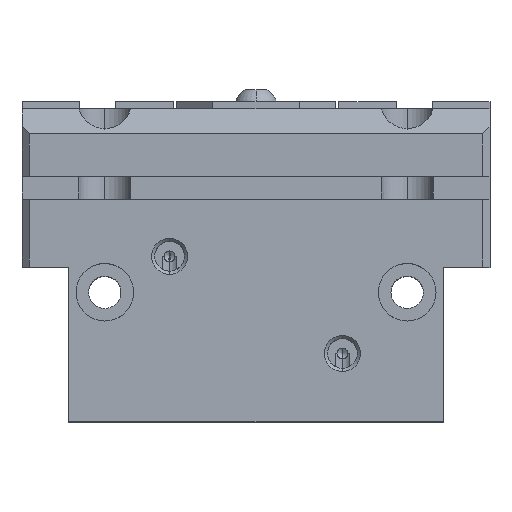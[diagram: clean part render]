
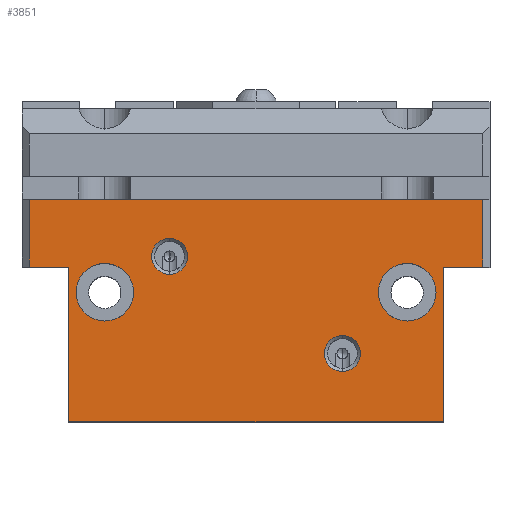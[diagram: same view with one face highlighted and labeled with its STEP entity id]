
A CAD part, top view. The second image highlights one B-rep face of the part: STEP entity #3851.
In plain terms, the highlighted planar face has unit normal (0, 0, 1).
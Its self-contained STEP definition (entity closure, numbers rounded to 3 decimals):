
#1905 = EDGE_CURVE( '', #3585, #3685, #5253, .T. );
#2199 = EDGE_CURVE( '', #2485, #3435, #5584, .T. );
#2253 = VERTEX_POINT( '', #5645 );
#2437 = VERTEX_POINT( '', #5847 );
#2481 = EDGE_CURVE( '', #3511, #3105, #5895, .T. );
#2485 = VERTEX_POINT( '', #5899 );
#2629 = EDGE_CURVE( '', #3435, #2485, #6053, .T. );
#2887 = EDGE_CURVE( '', #4573, #4429, #6337, .T. );
#2899 = VERTEX_POINT( '', #6352 );
#2917 = VERTEX_POINT( '', #6372 );
#2925 = EDGE_CURVE( '', #3463, #2437, #6380, .T. );
#3105 = VERTEX_POINT( '', #6578 );
#3123 = EDGE_CURVE( '', #4429, #2253, #6598, .T. );
#3253 = VERTEX_POINT( '', #6744 );
#3429 = EDGE_CURVE( '', #3585, #4569, #6935, .T. );
#3435 = VERTEX_POINT( '', #6941 );
#3463 = VERTEX_POINT( '', #6971 );
#3511 = VERTEX_POINT( '', #7024 );
#3571 = EDGE_CURVE( '', #4569, #3253, #7094, .T. );
#3585 = VERTEX_POINT( '', #7110 );
#3685 = VERTEX_POINT( '', #7213 );
#3851 = ADVANCED_FACE( '', ( #7391, #7392, #7393, #7394, #7395 ), #7396, .T. );
#3919 = EDGE_CURVE( '', #3253, #4573, #7468, .T. );
#4055 = EDGE_CURVE( '', #2253, #4805, #7628, .T. );
#4337 = EDGE_CURVE( '', #2437, #3463, #7930, .T. );
#4429 = VERTEX_POINT( '', #8036 );
#4439 = EDGE_CURVE( '', #3105, #3511, #8046, .T. );
#4569 = VERTEX_POINT( '', #8199 );
#4573 = VERTEX_POINT( '', #8204 );
#4697 = EDGE_CURVE( '', #2917, #2899, #8340, .T. );
#4805 = VERTEX_POINT( '', #8457 );
#4871 = EDGE_CURVE( '', #4805, #3685, #8531, .T. );
#4955 = EDGE_CURVE( '', #2899, #2917, #8626, .T. );
#5253 = LINE( '', #9201, #9202 );
#5584 = CIRCLE( '', #9743, 2.5 );
#5645 = CARTESIAN_POINT( '', ( -31.5, 21.5, 18. ) );
#5847 = CARTESIAN_POINT( '', ( 17., 18., 18. ) );
#5895 = CIRCLE( '', #10248, 4. );
#5899 = CARTESIAN_POINT( '', ( -12., 20.5, 18. ) );
#6053 = CIRCLE( '', #10549, 2.5 );
#6337 = LINE( '', #11008, #11009 );
#6352 = CARTESIAN_POINT( '', ( 12., 12., 18. ) );
#6372 = CARTESIAN_POINT( '', ( 12., 7., 18. ) );
#6380 = CIRCLE( '', #11077, 4. );
#6578 = CARTESIAN_POINT( '', ( -25., 18., 18. ) );
#6598 = LINE( '', #11434, #11435 );
#6744 = CARTESIAN_POINT( '', ( 31.5, 21.5, 18. ) );
#6935 = LINE( '', #12003, #12004 );
#6941 = CARTESIAN_POINT( '', ( -12., 25.5, 18. ) );
#6971 = CARTESIAN_POINT( '', ( 25., 18., 18. ) );
#7024 = CARTESIAN_POINT( '', ( -17., 18., 18. ) );
#7094 = LINE( '', #12228, #12229 );
#7110 = CARTESIAN_POINT( '', ( 26., 0., 18. ) );
#7213 = CARTESIAN_POINT( '', ( -26., 0., 18. ) );
#7391 = FACE_OUTER_BOUND( '', #12744, .T. );
#7392 = FACE_BOUND( '', #12745, .T. );
#7393 = FACE_BOUND( '', #12746, .T. );
#7394 = FACE_BOUND( '', #12747, .T. );
#7395 = FACE_BOUND( '', #12748, .T. );
#7396 = PLANE( '', #12749 );
#7468 = LINE( '', #12860, #12861 );
#7628 = LINE( '', #13196, #13197 );
#7930 = CIRCLE( '', #13658, 4. );
#8036 = CARTESIAN_POINT( '', ( -31.5, 30.9, 18. ) );
#8046 = CIRCLE( '', #13880, 4. );
#8199 = CARTESIAN_POINT( '', ( 26., 21.5, 18. ) );
#8204 = CARTESIAN_POINT( '', ( 31.5, 30.9, 18. ) );
#8340 = CIRCLE( '', #14318, 2.5 );
#8457 = CARTESIAN_POINT( '', ( -26., 21.5, 18. ) );
#8531 = LINE( '', #14665, #14666 );
#8626 = CIRCLE( '', #14784, 2.5 );
#9201 = CARTESIAN_POINT( '', ( 32.5, 0., 18. ) );
#9202 = VECTOR( '', #15133, 1. );
#9743 = AXIS2_PLACEMENT_3D( '', #15577, #15578, #15579 );
#10248 = AXIS2_PLACEMENT_3D( '', #15913, #15914, #15915 );
#10549 = AXIS2_PLACEMENT_3D( '', #16069, #16070, #16071 );
#11008 = CARTESIAN_POINT( '', ( 32.5, 30.9, 18. ) );
#11009 = VECTOR( '', #16421, 1. );
#11077 = AXIS2_PLACEMENT_3D( '', #16470, #16471, #16472 );
#11434 = CARTESIAN_POINT( '', ( -31.5, 20., 18. ) );
#11435 = VECTOR( '', #16731, 1. );
#12003 = CARTESIAN_POINT( '', ( 26., 30.75, 18. ) );
#12004 = VECTOR( '', #17095, 1. );
#12228 = CARTESIAN_POINT( '', ( 34.25, 21.5, 18. ) );
#12229 = VECTOR( '', #17254, 1. );
#12744 = EDGE_LOOP( '', ( #17494, #17495, #17496, #17497, #17498, #17499, #17500, #17501 ) );
#12745 = EDGE_LOOP( '', ( #17502, #17503 ) );
#12746 = EDGE_LOOP( '', ( #17504, #17505 ) );
#12747 = EDGE_LOOP( '', ( #17506, #17507 ) );
#12748 = EDGE_LOOP( '', ( #17508, #17509 ) );
#12749 = AXIS2_PLACEMENT_3D( '', #17510, #17511, #17512 );
#12860 = CARTESIAN_POINT( '', ( 31.5, 20., 18. ) );
#12861 = VECTOR( '', #17570, 1. );
#13196 = CARTESIAN_POINT( '', ( 3.25, 21.5, 18. ) );
#13197 = VECTOR( '', #17799, 1. );
#13658 = AXIS2_PLACEMENT_3D( '', #18101, #18102, #18103 );
#13880 = AXIS2_PLACEMENT_3D( '', #18251, #18252, #18253 );
#14318 = AXIS2_PLACEMENT_3D( '', #18616, #18617, #18618 );
#14665 = CARTESIAN_POINT( '', ( -26., 20., 18. ) );
#14666 = VECTOR( '', #18820, 1. );
#14784 = AXIS2_PLACEMENT_3D( '', #18923, #18924, #18925 );
#15133 = DIRECTION( '', ( -1., 0., 0. ) );
#15577 = CARTESIAN_POINT( '', ( -12., 23., 18. ) );
#15578 = DIRECTION( '', ( 0., 0., -1. ) );
#15579 = DIRECTION( '', ( 0., 1., 0. ) );
#15913 = CARTESIAN_POINT( '', ( -21., 18., 18. ) );
#15914 = DIRECTION( '', ( 0., 0., -1. ) );
#15915 = DIRECTION( '', ( 1., 0., 0. ) );
#16069 = CARTESIAN_POINT( '', ( -12., 23., 18. ) );
#16070 = DIRECTION( '', ( 0., 0., -1. ) );
#16071 = DIRECTION( '', ( 0., 1., 0. ) );
#16421 = DIRECTION( '', ( -1., 0., 0. ) );
#16470 = CARTESIAN_POINT( '', ( 21., 18., 18. ) );
#16471 = DIRECTION( '', ( 0., 0., -1. ) );
#16472 = DIRECTION( '', ( 1., 0., 0. ) );
#16731 = DIRECTION( '', ( 0., -1., 0. ) );
#17095 = DIRECTION( '', ( 0., 1., 0. ) );
#17254 = DIRECTION( '', ( 1., 0., 0. ) );
#17494 = ORIENTED_EDGE( '', *, *, #2887, .T. );
#17495 = ORIENTED_EDGE( '', *, *, #3123, .T. );
#17496 = ORIENTED_EDGE( '', *, *, #4055, .T. );
#17497 = ORIENTED_EDGE( '', *, *, #4871, .T. );
#17498 = ORIENTED_EDGE( '', *, *, #1905, .F. );
#17499 = ORIENTED_EDGE( '', *, *, #3429, .T. );
#17500 = ORIENTED_EDGE( '', *, *, #3571, .T. );
#17501 = ORIENTED_EDGE( '', *, *, #3919, .T. );
#17502 = ORIENTED_EDGE( '', *, *, #2481, .T. );
#17503 = ORIENTED_EDGE( '', *, *, #4439, .T. );
#17504 = ORIENTED_EDGE( '', *, *, #2925, .T. );
#17505 = ORIENTED_EDGE( '', *, *, #4337, .T. );
#17506 = ORIENTED_EDGE( '', *, *, #2629, .T. );
#17507 = ORIENTED_EDGE( '', *, *, #2199, .T. );
#17508 = ORIENTED_EDGE( '', *, *, #4955, .T. );
#17509 = ORIENTED_EDGE( '', *, *, #4697, .T. );
#17510 = CARTESIAN_POINT( '', ( 32.5, 40., 18. ) );
#17511 = DIRECTION( '', ( 0., 0., 1. ) );
#17512 = DIRECTION( '', ( 0., 1., 0. ) );
#17570 = DIRECTION( '', ( 0., 1., 0. ) );
#17799 = DIRECTION( '', ( 1., 0., 0. ) );
#18101 = CARTESIAN_POINT( '', ( 21., 18., 18. ) );
#18102 = DIRECTION( '', ( 0., 0., -1. ) );
#18103 = DIRECTION( '', ( 1., 0., 0. ) );
#18251 = CARTESIAN_POINT( '', ( -21., 18., 18. ) );
#18252 = DIRECTION( '', ( 0., 0., -1. ) );
#18253 = DIRECTION( '', ( 1., 0., 0. ) );
#18616 = CARTESIAN_POINT( '', ( 12., 9.5, 18. ) );
#18617 = DIRECTION( '', ( 0., 0., -1. ) );
#18618 = DIRECTION( '', ( 0., 1., 0. ) );
#18820 = DIRECTION( '', ( 0., -1., 0. ) );
#18923 = CARTESIAN_POINT( '', ( 12., 9.5, 18. ) );
#18924 = DIRECTION( '', ( 0., 0., -1. ) );
#18925 = DIRECTION( '', ( 0., 1., 0. ) );
